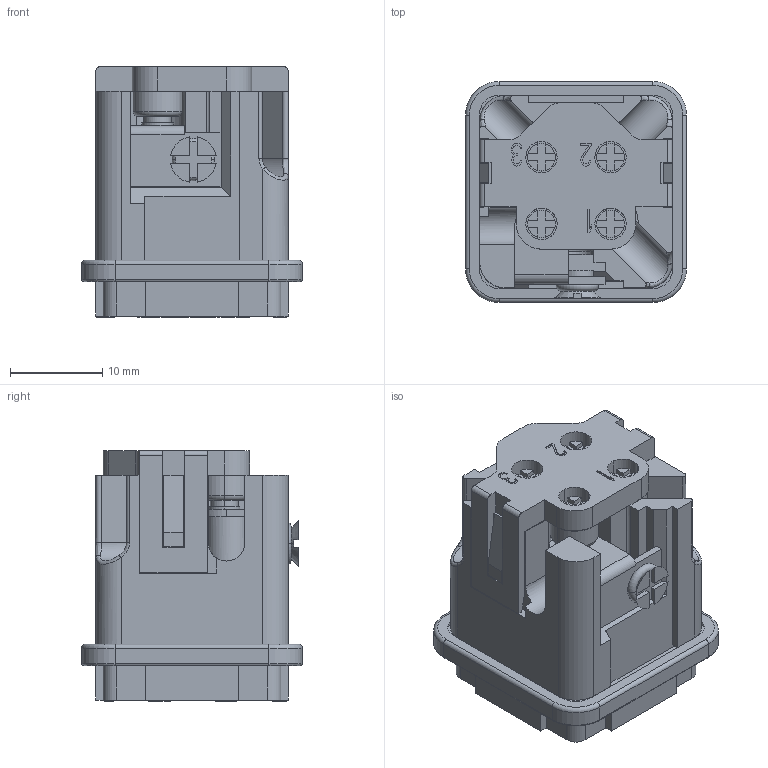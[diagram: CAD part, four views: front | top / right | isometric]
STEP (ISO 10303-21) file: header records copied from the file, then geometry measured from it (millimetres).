
FILE_DESCRIPTION((''),'2;1');
FILE_NAME('H3A-3','2017-06-23T',('tl.yang'),(''),'PRO/ENGINEER BY PARAMETRIC TECHNOLOGY CORPORATION, 2011500','PRO/ENGINEER BY PARAMETRIC TECHNOLOGY CORPORATION, 2011500','');
FILE_SCHEMA(('CONFIG_CONTROL_DESIGN'));
Length unit declared in the file: millimetre
Products named in the file (1): H3A-3
Bounding box: 24 x 24 x 27.25 mm (x, y, z)
Volume: 7125.4 mm3; surface area: 7795.8 mm2
Topology: 1 solids, 3 shells, 1622 faces, 4580 edges, 3022 vertices
Faces by surface type: plane 1343, cylinder 199, torus 37, bspline 18, cone 17, sphere 8
Entity records: 54007 total; most frequent: CARTESIAN_POINT 11678, ORIENTED_EDGE 9144, DIRECTION 8226, EDGE_CURVE 4572, VECTOR 3882, LINE 3882, VERTEX_POINT 3022, AXIS2_PLACEMENT_3D 2172
